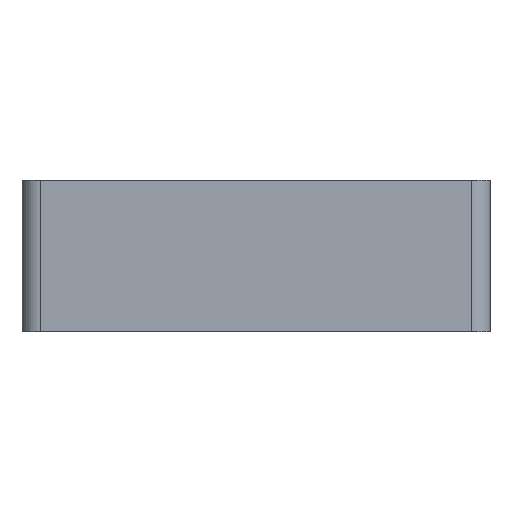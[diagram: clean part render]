
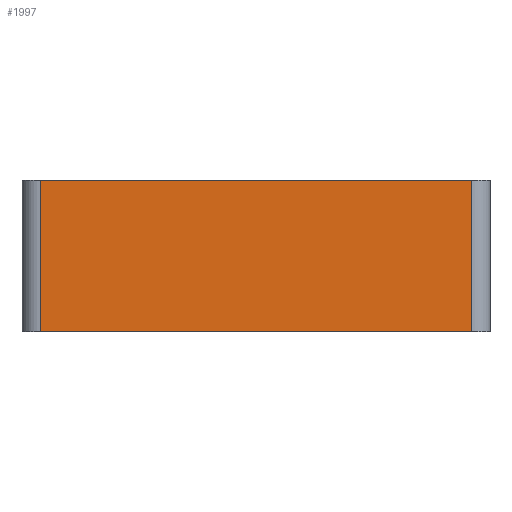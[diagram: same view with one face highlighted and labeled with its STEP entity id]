
A CAD part, front view. The second image highlights one B-rep face of the part: STEP entity #1997.
In plain terms, the highlighted planar face has unit normal (0, -1, 0).
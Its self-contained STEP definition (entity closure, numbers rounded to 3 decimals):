
#14 = DIRECTION ( 'NONE',  ( 1., 0., 0. ) ) ;
#236 = VERTEX_POINT ( 'NONE', #446 ) ;
#290 = LINE ( 'NONE', #1066, #2410 ) ;
#380 = DIRECTION ( 'NONE',  ( 0., 0., -1. ) ) ;
#408 = ORIENTED_EDGE ( 'NONE', *, *, #1459, .F. ) ;
#446 = CARTESIAN_POINT ( 'NONE',  ( -0.169, -2.69, 0. ) ) ;
#513 = DIRECTION ( 'NONE',  ( 1., 0., 0. ) ) ;
#537 = CARTESIAN_POINT ( 'NONE',  ( -4.164, -2.69, 0. ) ) ;
#543 = ORIENTED_EDGE ( 'NONE', *, *, #1466, .T. ) ;
#576 = EDGE_LOOP ( 'NONE', ( #1530, #2063, #408, #543 ) ) ;
#581 = CARTESIAN_POINT ( 'NONE',  ( -0.169, -2.69, 1.4 ) ) ;
#600 = DIRECTION ( 'NONE',  ( 0., 1., 0. ) ) ;
#874 = CARTESIAN_POINT ( 'NONE',  ( -0.169, -2.69, 1.4 ) ) ;
#946 = DIRECTION ( 'NONE',  ( 0., 0., -1. ) ) ;
#1062 = VECTOR ( 'NONE', #14, 1000. ) ;
#1066 = CARTESIAN_POINT ( 'NONE',  ( -0.169, -2.69, 0. ) ) ;
#1124 = EDGE_CURVE ( 'NONE', #1300, #236, #290, .T. ) ;
#1127 = CARTESIAN_POINT ( 'NONE',  ( -4.164, -2.69, 1.4 ) ) ;
#1300 = VERTEX_POINT ( 'NONE', #537 ) ;
#1395 = VECTOR ( 'NONE', #380, 1000. ) ;
#1413 = DIRECTION ( 'NONE',  ( 0., 0., 1. ) ) ;
#1459 = EDGE_CURVE ( 'NONE', #2105, #2267, #2130, .T. ) ;
#1466 = EDGE_CURVE ( 'NONE', #2105, #1300, #1724, .T. ) ;
#1523 = CARTESIAN_POINT ( 'NONE',  ( -4.164, -2.69, 1.4 ) ) ;
#1530 = ORIENTED_EDGE ( 'NONE', *, *, #1124, .T. ) ;
#1724 = LINE ( 'NONE', #1127, #1395 ) ;
#1761 = LINE ( 'NONE', #581, #2069 ) ;
#1854 = FACE_OUTER_BOUND ( 'NONE', #576, .T. ) ;
#1997 = ADVANCED_FACE ( 'NONE', ( #1854 ), #2191, .F. ) ;
#2063 = ORIENTED_EDGE ( 'NONE', *, *, #2292, .F. ) ;
#2069 = VECTOR ( 'NONE', #946, 1000. ) ;
#2105 = VERTEX_POINT ( 'NONE', #1523 ) ;
#2113 = CARTESIAN_POINT ( 'NONE',  ( -0.169, -2.69, 1.4 ) ) ;
#2130 = LINE ( 'NONE', #2113, #1062 ) ;
#2191 = PLANE ( 'NONE',  #2372 ) ;
#2267 = VERTEX_POINT ( 'NONE', #2343 ) ;
#2292 = EDGE_CURVE ( 'NONE', #2267, #236, #1761, .T. ) ;
#2343 = CARTESIAN_POINT ( 'NONE',  ( -0.169, -2.69, 1.4 ) ) ;
#2372 = AXIS2_PLACEMENT_3D ( 'NONE', #874, #600, #1413 ) ;
#2410 = VECTOR ( 'NONE', #513, 1000. ) ;
